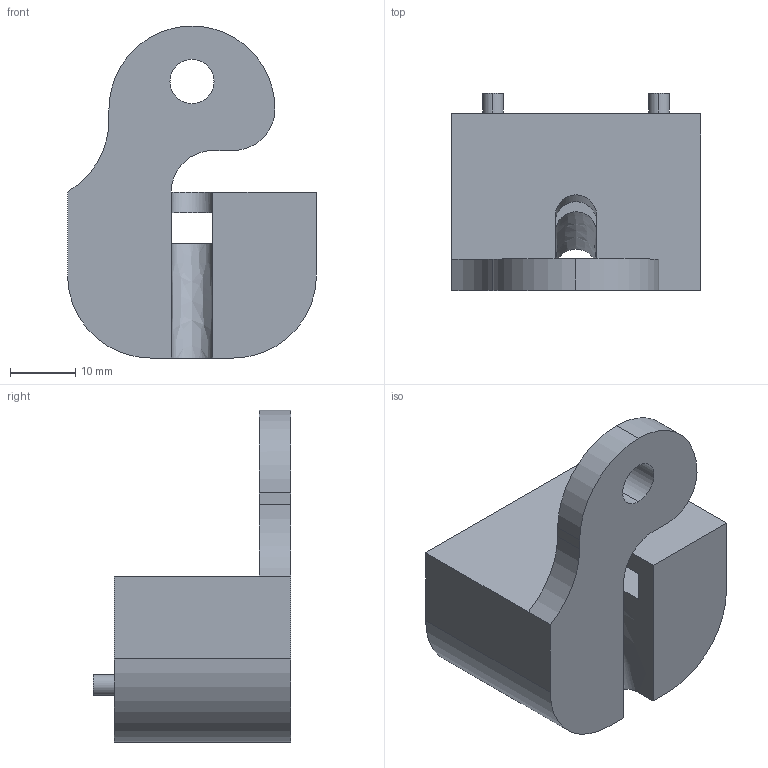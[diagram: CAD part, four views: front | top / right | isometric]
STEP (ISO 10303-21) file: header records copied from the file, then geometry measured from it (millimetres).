
FILE_DESCRIPTION (( 'STEP AP214' ), '1' );
FILE_NAME ('B4.STEP', '2016-04-08T17:27:20', ( '' ), ( '' ), 'SwSTEP 2.0', 'SolidWorks 2016', '' );
FILE_SCHEMA (( 'AUTOMOTIVE_DESIGN' ));
Length unit declared in the file: inch
Products named in the file (1): B4
Bounding box: 38.1 x 30.16 x 50.8 mm (x, y, z)
Volume: 20965 mm3; surface area: 8315.3 mm2
Topology: 1 solids, 1 shells, 43 faces, 117 edges, 79 vertices
Faces by surface type: plane 25, cylinder 17, bspline 1
Entity records: 1507 total; most frequent: CARTESIAN_POINT 339, DIRECTION 235, ORIENTED_EDGE 234, EDGE_CURVE 117, VERTEX_POINT 79, AXIS2_PLACEMENT_3D 79, VECTOR 77, LINE 77
